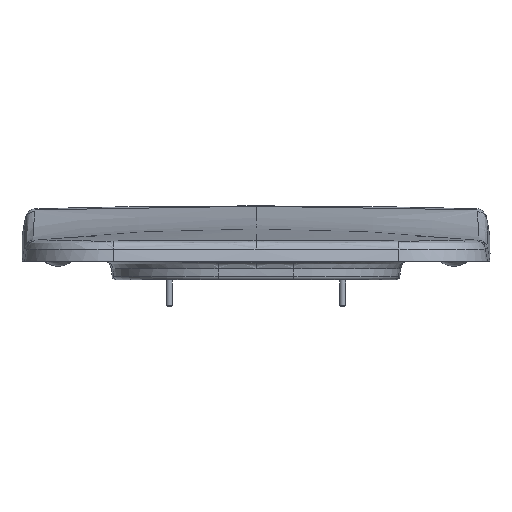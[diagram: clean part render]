
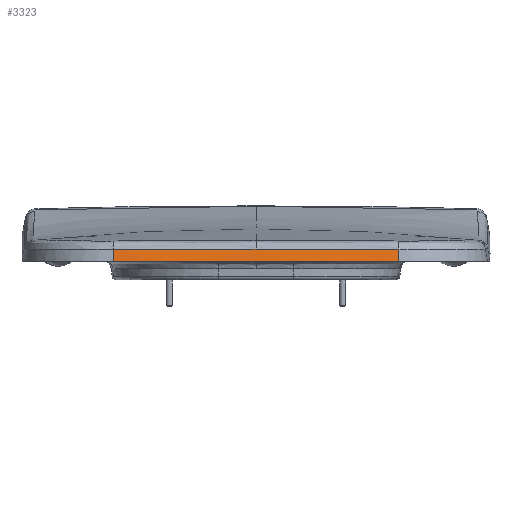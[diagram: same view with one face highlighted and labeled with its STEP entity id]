
A CAD part, front view. The second image highlights one B-rep face of the part: STEP entity #3323.
In plain terms, the highlighted conical face has half-angle 10 degrees and reference radius 3625.69 mm.
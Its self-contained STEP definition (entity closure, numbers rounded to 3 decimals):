
#66=CONICAL_SURFACE('',#11083,3625.689,10.);
#1061=B_SPLINE_CURVE_WITH_KNOTS('',3,(#41854,#41855,#41856,#41857,#41858,
#41859,#41860,#41861,#41862,#41863,#41864,#41865,#41866,#41867,#41868,#41869,
#41870,#41871,#41872,#41873,#41874),.UNSPECIFIED.,.F.,.F.,(4,2,2,1,1,1,
2,2,1,1,2,2,4),(0.,0.125,0.187,0.219,
0.234,0.242,0.246,0.25,
0.375,0.437,0.469,0.5,
1.),.UNSPECIFIED.);
#1204=B_SPLINE_CURVE_WITH_KNOTS('',3,(#49282,#49283,#49284,#49285),
 .UNSPECIFIED.,.F.,.F.,(4,4),(0.,1.),.UNSPECIFIED.);
#1997=FACE_OUTER_BOUND('',#4265,.T.);
#2232=LINE('',#42155,#2580);
#2259=LINE('',#49570,#2609);
#2580=VECTOR('',#12405,1.);
#2609=VECTOR('',#12592,1.);
#3323=ADVANCED_FACE('',(#1997),#66,.T.);
#4265=EDGE_LOOP('',(#6909,#6910,#6911,#6912,#6913,#6914));
#6909=ORIENTED_EDGE('',*,*,#9789,.F.);
#6910=ORIENTED_EDGE('',*,*,#9786,.T.);
#6911=ORIENTED_EDGE('',*,*,#9552,.T.);
#6912=ORIENTED_EDGE('',*,*,#9559,.F.);
#6913=ORIENTED_EDGE('',*,*,#9790,.F.);
#6914=ORIENTED_EDGE('',*,*,#9791,.F.);
#8191=VERTEX_POINT('',#41495);
#8193=VERTEX_POINT('',#41836);
#8198=VERTEX_POINT('',#42154);
#8330=VERTEX_POINT('',#48961);
#8331=VERTEX_POINT('',#49571);
#8332=VERTEX_POINT('',#49573);
#9552=EDGE_CURVE('',#8193,#8191,#1061,.T.);
#9559=EDGE_CURVE('',#8198,#8191,#2232,.T.);
#9786=EDGE_CURVE('',#8330,#8193,#1204,.T.);
#9789=EDGE_CURVE('',#8330,#8331,#2259,.T.);
#9790=EDGE_CURVE('',#8332,#8198,#10408,.T.);
#9791=EDGE_CURVE('',#8331,#8332,#10409,.T.);
#10408=CIRCLE('',#11081,3625.689);
#10409=CIRCLE('',#11082,3625.689);
#11081=AXIS2_PLACEMENT_3D('',#49572,#12593,#12594);
#11082=AXIS2_PLACEMENT_3D('',#49574,#12595,#12596);
#11083=AXIS2_PLACEMENT_3D('',#49575,#12597,#12598);
#12405=DIRECTION('',(0.006,0.174,0.985));
#12592=DIRECTION('',(0.006,-0.174,-0.985));
#12593=DIRECTION('',(0.,0.,-1.));
#12594=DIRECTION('',(1.,0.,0.));
#12595=DIRECTION('',(0.,0.,-1.));
#12596=DIRECTION('',(-1.,0.,0.));
#12597=DIRECTION('',(0.,0.,-1.));
#12598=DIRECTION('',(-1.,0.,0.));
#41495=CARTESIAN_POINT('',(-115.667,-436.43,-10.226));
#41836=CARTESIAN_POINT('',(0.,-438.261,-10.139));
#41854=CARTESIAN_POINT('',(0.,-438.261,-10.139));
#41855=CARTESIAN_POINT('',(-6.097,-438.261,-10.14));
#41856=CARTESIAN_POINT('',(-11.555,-438.246,-10.14));
#41857=CARTESIAN_POINT('',(-18.785,-438.214,-10.142));
#41858=CARTESIAN_POINT('',(-21.036,-438.201,-10.142));
#41859=CARTESIAN_POINT('',(-24.172,-438.181,-10.143));
#41860=CARTESIAN_POINT('',(-25.681,-438.171,-10.143));
#41861=CARTESIAN_POINT('',(-27.336,-438.159,-10.144));
#41862=CARTESIAN_POINT('',(-28.137,-438.153,-10.144));
#41863=CARTESIAN_POINT('',(-28.475,-438.15,-10.144));
#41864=CARTESIAN_POINT('',(-28.699,-438.149,-10.144));
#41865=CARTESIAN_POINT('',(-28.77,-438.148,-10.144));
#41866=CARTESIAN_POINT('',(-33.765,-438.108,-10.146));
#41867=CARTESIAN_POINT('',(-41.012,-438.037,-10.149));
#41868=CARTESIAN_POINT('',(-49.437,-437.928,-10.154));
#41869=CARTESIAN_POINT('',(-53.041,-437.876,-10.157));
#41870=CARTESIAN_POINT('',(-55.442,-437.841,-10.159));
#41871=CARTESIAN_POINT('',(-56.608,-437.823,-10.159));
#41872=CARTESIAN_POINT('',(-77.565,-437.491,-10.175));
#41873=CARTESIAN_POINT('',(-96.841,-437.026,-10.197));
#41874=CARTESIAN_POINT('',(-115.667,-436.43,-10.226));
#42154=CARTESIAN_POINT('',(-115.722,-438.153,-20.));
#42155=CARTESIAN_POINT('',(-115.722,-438.153,-20.));
#48961=CARTESIAN_POINT('',(115.667,-436.43,-10.226));
#49282=CARTESIAN_POINT('',(115.667,-436.43,-10.226));
#49283=CARTESIAN_POINT('',(80.205,-437.553,-10.171));
#49284=CARTESIAN_POINT('',(41.644,-438.262,-10.142));
#49285=CARTESIAN_POINT('',(0.,-438.261,-10.139));
#49570=CARTESIAN_POINT('',(115.722,-438.153,-20.));
#49571=CARTESIAN_POINT('',(115.722,-438.153,-20.));
#49572=CARTESIAN_POINT('',(0.,3185.689,-20.));
#49573=CARTESIAN_POINT('',(0.,-440.,-20.));
#49574=CARTESIAN_POINT('',(0.,3185.689,-20.));
#49575=CARTESIAN_POINT('',(0.,3185.689,-20.));
